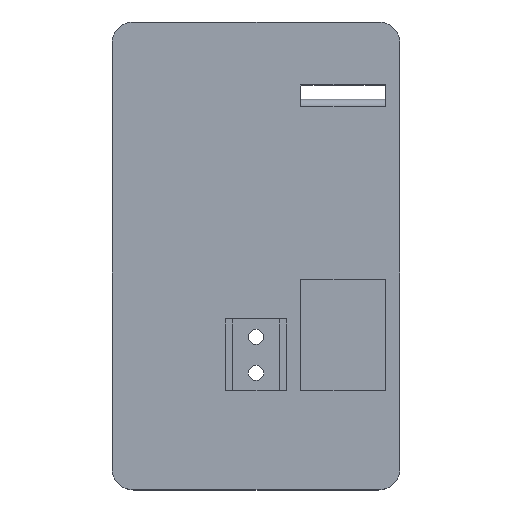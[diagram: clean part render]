
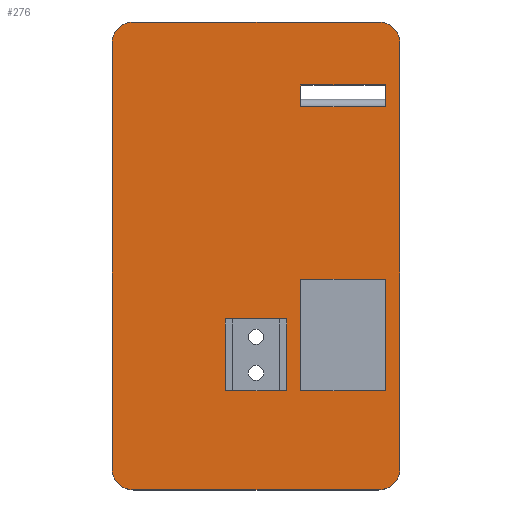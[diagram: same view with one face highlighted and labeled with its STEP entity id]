
A CAD part, top view. The second image highlights one B-rep face of the part: STEP entity #276.
In plain terms, the highlighted planar face has unit normal (0, 0, 1).
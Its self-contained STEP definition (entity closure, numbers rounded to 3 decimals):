
#32 = VERTEX_POINT('',#33);
#33 = CARTESIAN_POINT('',(52.4,106.5,9.));
#40 = EDGE_CURVE('',#41,#32,#43,.T.);
#41 = VERTEX_POINT('',#42);
#42 = CARTESIAN_POINT('',(52.4,108.5,9.));
#43 = LINE('',#44,#45);
#44 = CARTESIAN_POINT('',(52.4,88.75,9.));
#45 = VECTOR('',#46,1.);
#46 = DIRECTION('',(0.,-1.,0.));
#48 = EDGE_CURVE('',#49,#41,#51,.T.);
#49 = VERTEX_POINT('',#50);
#50 = CARTESIAN_POINT('',(52.4,112.5,9.));
#51 = LINE('',#52,#53);
#52 = CARTESIAN_POINT('',(52.4,112.5,9.));
#53 = VECTOR('',#54,1.);
#54 = DIRECTION('',(0.,-1.,0.));
#110 = EDGE_CURVE('',#32,#111,#113,.T.);
#111 = VERTEX_POINT('',#112);
#112 = CARTESIAN_POINT('',(76.,106.5,9.));
#113 = LINE('',#114,#115);
#114 = CARTESIAN_POINT('',(52.4,106.5,9.));
#115 = VECTOR('',#116,1.);
#116 = DIRECTION('',(1.,0.,0.));
#276 = ADVANCED_FACE('',(#277,#304,#374,#408),#442,.T.);
#277 = FACE_BOUND('',#278,.T.);
#278 = EDGE_LOOP('',(#279,#280,#281,#289,#297,#303));
#279 = ORIENTED_EDGE('',*,*,#40,.F.);
#280 = ORIENTED_EDGE('',*,*,#48,.F.);
#281 = ORIENTED_EDGE('',*,*,#282,.F.);
#282 = EDGE_CURVE('',#283,#49,#285,.T.);
#283 = VERTEX_POINT('',#284);
#284 = CARTESIAN_POINT('',(76.,112.5,9.));
#285 = LINE('',#286,#287);
#286 = CARTESIAN_POINT('',(76.,112.5,9.));
#287 = VECTOR('',#288,1.);
#288 = DIRECTION('',(-1.,0.,0.));
#289 = ORIENTED_EDGE('',*,*,#290,.F.);
#290 = EDGE_CURVE('',#291,#283,#293,.T.);
#291 = VERTEX_POINT('',#292);
#292 = CARTESIAN_POINT('',(76.,108.5,9.));
#293 = LINE('',#294,#295);
#294 = CARTESIAN_POINT('',(76.,108.5,9.));
#295 = VECTOR('',#296,1.);
#296 = DIRECTION('',(0.,1.,0.));
#297 = ORIENTED_EDGE('',*,*,#298,.T.);
#298 = EDGE_CURVE('',#291,#111,#299,.T.);
#299 = LINE('',#300,#301);
#300 = CARTESIAN_POINT('',(76.,86.75,9.));
#301 = VECTOR('',#302,1.);
#302 = DIRECTION('',(0.,-1.,0.));
#303 = ORIENTED_EDGE('',*,*,#110,.F.);
#304 = FACE_BOUND('',#305,.T.);
#305 = EDGE_LOOP('',(#306,#316,#325,#333,#342,#350,#359,#367));
#306 = ORIENTED_EDGE('',*,*,#307,.T.);
#307 = EDGE_CURVE('',#308,#310,#312,.T.);
#308 = VERTEX_POINT('',#309);
#309 = CARTESIAN_POINT('',(6.,0.,9.));
#310 = VERTEX_POINT('',#311);
#311 = CARTESIAN_POINT('',(74.,0.,9.));
#312 = LINE('',#313,#314);
#313 = CARTESIAN_POINT('',(6.,0.,9.));
#314 = VECTOR('',#315,1.);
#315 = DIRECTION('',(1.,0.,0.));
#316 = ORIENTED_EDGE('',*,*,#317,.T.);
#317 = EDGE_CURVE('',#310,#318,#320,.T.);
#318 = VERTEX_POINT('',#319);
#319 = CARTESIAN_POINT('',(80.,6.,9.));
#320 = CIRCLE('',#321,6.);
#321 = AXIS2_PLACEMENT_3D('',#322,#323,#324);
#322 = CARTESIAN_POINT('',(74.,6.,9.));
#323 = DIRECTION('',(0.,0.,1.));
#324 = DIRECTION('',(1.,0.,0.));
#325 = ORIENTED_EDGE('',*,*,#326,.T.);
#326 = EDGE_CURVE('',#318,#327,#329,.T.);
#327 = VERTEX_POINT('',#328);
#328 = CARTESIAN_POINT('',(80.,124.,9.));
#329 = LINE('',#330,#331);
#330 = CARTESIAN_POINT('',(80.,6.,9.));
#331 = VECTOR('',#332,1.);
#332 = DIRECTION('',(0.,1.,0.));
#333 = ORIENTED_EDGE('',*,*,#334,.T.);
#334 = EDGE_CURVE('',#327,#335,#337,.T.);
#335 = VERTEX_POINT('',#336);
#336 = CARTESIAN_POINT('',(74.,130.,9.));
#337 = CIRCLE('',#338,6.);
#338 = AXIS2_PLACEMENT_3D('',#339,#340,#341);
#339 = CARTESIAN_POINT('',(74.,124.,9.));
#340 = DIRECTION('',(0.,0.,1.));
#341 = DIRECTION('',(1.,0.,0.));
#342 = ORIENTED_EDGE('',*,*,#343,.T.);
#343 = EDGE_CURVE('',#335,#344,#346,.T.);
#344 = VERTEX_POINT('',#345);
#345 = CARTESIAN_POINT('',(6.,130.,9.));
#346 = LINE('',#347,#348);
#347 = CARTESIAN_POINT('',(74.,130.,9.));
#348 = VECTOR('',#349,1.);
#349 = DIRECTION('',(-1.,0.,0.));
#350 = ORIENTED_EDGE('',*,*,#351,.T.);
#351 = EDGE_CURVE('',#344,#352,#354,.T.);
#352 = VERTEX_POINT('',#353);
#353 = CARTESIAN_POINT('',(0.,124.,9.));
#354 = CIRCLE('',#355,6.);
#355 = AXIS2_PLACEMENT_3D('',#356,#357,#358);
#356 = CARTESIAN_POINT('',(6.,124.,9.));
#357 = DIRECTION('',(0.,0.,1.));
#358 = DIRECTION('',(1.,0.,0.));
#359 = ORIENTED_EDGE('',*,*,#360,.T.);
#360 = EDGE_CURVE('',#352,#361,#363,.T.);
#361 = VERTEX_POINT('',#362);
#362 = CARTESIAN_POINT('',(0.,6.,9.));
#363 = LINE('',#364,#365);
#364 = CARTESIAN_POINT('',(0.,124.,9.));
#365 = VECTOR('',#366,1.);
#366 = DIRECTION('',(0.,-1.,0.));
#367 = ORIENTED_EDGE('',*,*,#368,.T.);
#368 = EDGE_CURVE('',#361,#308,#369,.T.);
#369 = CIRCLE('',#370,6.);
#370 = AXIS2_PLACEMENT_3D('',#371,#372,#373);
#371 = CARTESIAN_POINT('',(6.,6.,9.));
#372 = DIRECTION('',(0.,0.,1.));
#373 = DIRECTION('',(1.,0.,0.));
#374 = FACE_BOUND('',#375,.T.);
#375 = EDGE_LOOP('',(#376,#386,#394,#402));
#376 = ORIENTED_EDGE('',*,*,#377,.F.);
#377 = EDGE_CURVE('',#378,#380,#382,.T.);
#378 = VERTEX_POINT('',#379);
#379 = CARTESIAN_POINT('',(31.5,27.5,9.));
#380 = VERTEX_POINT('',#381);
#381 = CARTESIAN_POINT('',(48.5,27.5,9.));
#382 = LINE('',#383,#384);
#383 = CARTESIAN_POINT('',(46.5,27.5,9.));
#384 = VECTOR('',#385,1.);
#385 = DIRECTION('',(1.,0.,0.));
#386 = ORIENTED_EDGE('',*,*,#387,.F.);
#387 = EDGE_CURVE('',#388,#378,#390,.T.);
#388 = VERTEX_POINT('',#389);
#389 = CARTESIAN_POINT('',(31.5,47.5,9.));
#390 = LINE('',#391,#392);
#391 = CARTESIAN_POINT('',(31.5,47.5,9.));
#392 = VECTOR('',#393,1.);
#393 = DIRECTION('',(0.,-1.,0.));
#394 = ORIENTED_EDGE('',*,*,#395,.F.);
#395 = EDGE_CURVE('',#396,#388,#398,.T.);
#396 = VERTEX_POINT('',#397);
#397 = CARTESIAN_POINT('',(48.5,47.5,9.));
#398 = LINE('',#399,#400);
#399 = CARTESIAN_POINT('',(33.5,47.5,9.));
#400 = VECTOR('',#401,1.);
#401 = DIRECTION('',(-1.,0.,0.));
#402 = ORIENTED_EDGE('',*,*,#403,.F.);
#403 = EDGE_CURVE('',#380,#396,#404,.T.);
#404 = LINE('',#405,#406);
#405 = CARTESIAN_POINT('',(48.5,27.5,9.));
#406 = VECTOR('',#407,1.);
#407 = DIRECTION('',(0.,1.,0.));
#408 = FACE_BOUND('',#409,.T.);
#409 = EDGE_LOOP('',(#410,#420,#428,#436));
#410 = ORIENTED_EDGE('',*,*,#411,.F.);
#411 = EDGE_CURVE('',#412,#414,#416,.T.);
#412 = VERTEX_POINT('',#413);
#413 = CARTESIAN_POINT('',(52.4,27.5,9.));
#414 = VERTEX_POINT('',#415);
#415 = CARTESIAN_POINT('',(76.,27.5,9.));
#416 = LINE('',#417,#418);
#417 = CARTESIAN_POINT('',(52.4,27.5,9.));
#418 = VECTOR('',#419,1.);
#419 = DIRECTION('',(1.,0.,0.));
#420 = ORIENTED_EDGE('',*,*,#421,.F.);
#421 = EDGE_CURVE('',#422,#412,#424,.T.);
#422 = VERTEX_POINT('',#423);
#423 = CARTESIAN_POINT('',(52.4,58.5,9.));
#424 = LINE('',#425,#426);
#425 = CARTESIAN_POINT('',(52.4,58.5,9.));
#426 = VECTOR('',#427,1.);
#427 = DIRECTION('',(0.,-1.,0.));
#428 = ORIENTED_EDGE('',*,*,#429,.F.);
#429 = EDGE_CURVE('',#430,#422,#432,.T.);
#430 = VERTEX_POINT('',#431);
#431 = CARTESIAN_POINT('',(76.,58.5,9.));
#432 = LINE('',#433,#434);
#433 = CARTESIAN_POINT('',(76.,58.5,9.));
#434 = VECTOR('',#435,1.);
#435 = DIRECTION('',(-1.,0.,0.));
#436 = ORIENTED_EDGE('',*,*,#437,.F.);
#437 = EDGE_CURVE('',#414,#430,#438,.T.);
#438 = LINE('',#439,#440);
#439 = CARTESIAN_POINT('',(76.,27.5,9.));
#440 = VECTOR('',#441,1.);
#441 = DIRECTION('',(0.,1.,0.));
#442 = PLANE('',#443);
#443 = AXIS2_PLACEMENT_3D('',#444,#445,#446);
#444 = CARTESIAN_POINT('',(40.,65.,9.));
#445 = DIRECTION('',(0.,0.,1.));
#446 = DIRECTION('',(1.,0.,0.));
